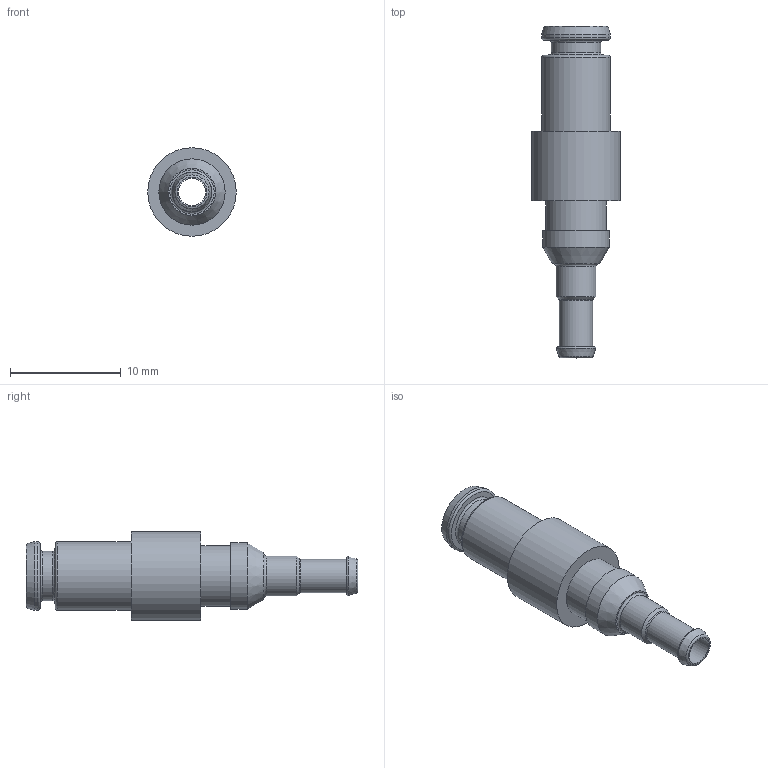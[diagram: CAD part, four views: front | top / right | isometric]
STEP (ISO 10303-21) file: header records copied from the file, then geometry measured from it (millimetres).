
FILE_DESCRIPTION(/* description */ ('STEP AP214'),/* implementation_level */ '2;1');
FILE_NAME(/* name */ '7215_KSV-PK-3',/* time_stamp */ '2024-08-29T18:53:19+02:00',/* author */ ('License CC BY-ND 4.0'),/* organization */ ('CADENAS'),/* preprocessor_version */ 'ST-DEVELOPER v19.3',/* originating_system */ 'PARTsolutions',/* authorisation */ ' ');
FILE_SCHEMA (('AUTOMOTIVE_DESIGN {1 0 10303 214 3 1 1}'));
Length unit declared in the file: millimetre
Products named in the file (1): 7215 KSV-PK-3
Bounding box: 8 x 30 x 8 mm (x, y, z)
Volume: 644.1 mm3; surface area: 865.6 mm2
Topology: 1 solids, 1 shells, 30 faces, 53 edges, 30 vertices
Faces by surface type: cylinder 9, torus 8, plane 7, cone 6
Full cylindrical faces by diameter (mm): 2.5 x1, 3 x1, 3.6 x1, 4.45 x1, 5.5 x1, 6 x1, 6.2 x2, 8 x1
Entity records: 638 total; most frequent: DIRECTION 122, CARTESIAN_POINT 91, AXIS2_PLACEMENT_3D 61, ORIENTED_EDGE 60, EDGE_LOOP 60, FACE_BOUND 60, EDGE_CURVE 30, VERTEX_POINT 30
